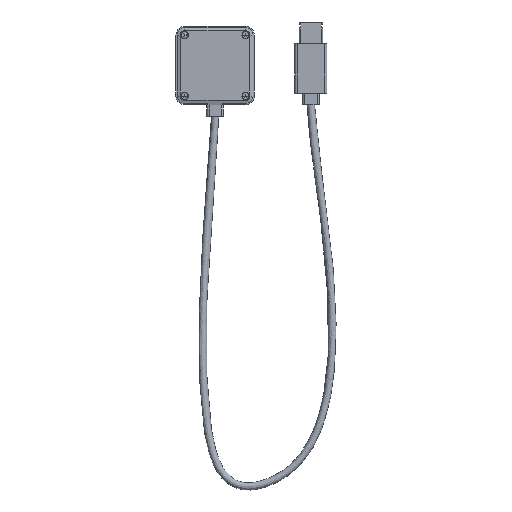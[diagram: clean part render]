
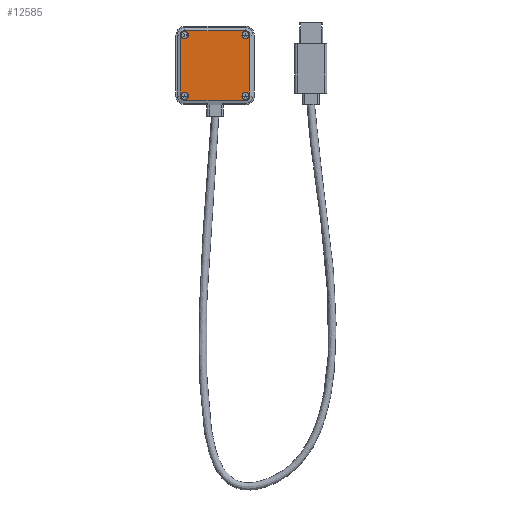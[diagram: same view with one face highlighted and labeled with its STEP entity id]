
A CAD part, front view. The second image highlights one B-rep face of the part: STEP entity #12585.
In plain terms, the highlighted planar face has unit normal (0, -1, 0).
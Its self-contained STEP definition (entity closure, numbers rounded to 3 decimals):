
#209 = ORIENTED_EDGE ( 'NONE', *, *, #2372, .F. ) ;
#255 = CIRCLE ( 'NONE', #20243, 1.5 ) ;
#596 = CIRCLE ( 'NONE', #21795, 1.5 ) ;
#656 = ORIENTED_EDGE ( 'NONE', *, *, #13391, .T. ) ;
#720 = EDGE_CURVE ( 'NONE', #6127, #6151, #18402, .T. ) ;
#1117 = FACE_OUTER_BOUND ( 'NONE', #11224, .T. ) ;
#1273 = DIRECTION ( 'NONE',  ( 0., -1., 0. ) ) ;
#1320 = CARTESIAN_POINT ( 'NONE',  ( -10.5, -0.4, -10.5 ) ) ;
#1505 = CARTESIAN_POINT ( 'NONE',  ( -10.5, -0.4, 10.5 ) ) ;
#1678 = CIRCLE ( 'NONE', #9847, 1.25 ) ;
#1766 = VERTEX_POINT ( 'NONE', #2367 ) ;
#1810 = CARTESIAN_POINT ( 'NONE',  ( -10.5, -0.4, -9.25 ) ) ;
#2276 = VECTOR ( 'NONE', #5512, 1000. ) ;
#2306 = CIRCLE ( 'NONE', #21539, 1.5 ) ;
#2367 = CARTESIAN_POINT ( 'NONE',  ( -10.5, -0.4, -11.75 ) ) ;
#2372 = EDGE_CURVE ( 'NONE', #12202, #6813, #6276, .T. ) ;
#2425 = AXIS2_PLACEMENT_3D ( 'NONE', #1320, #4560, #13201 ) ;
#2430 = VECTOR ( 'NONE', #19076, 1000. ) ;
#2621 = EDGE_CURVE ( 'NONE', #1766, #5670, #18234, .T. ) ;
#2711 = CARTESIAN_POINT ( 'NONE',  ( -12., -0.4, -10.5 ) ) ;
#3043 = EDGE_CURVE ( 'NONE', #5670, #1766, #20628, .T. ) ;
#3303 = DIRECTION ( 'NONE',  ( 0., 0., -1. ) ) ;
#3582 = EDGE_LOOP ( 'NONE', ( #22120, #5040 ) ) ;
#3633 = CARTESIAN_POINT ( 'NONE',  ( -12., -0.4, -10.5 ) ) ;
#3770 = DIRECTION ( 'NONE',  ( 0., -1., 0. ) ) ;
#3838 = VERTEX_POINT ( 'NONE', #14904 ) ;
#3889 = EDGE_CURVE ( 'NONE', #20452, #16116, #596, .T. ) ;
#3942 = CARTESIAN_POINT ( 'NONE',  ( 10.5, -0.4, 10.5 ) ) ;
#4203 = DIRECTION ( 'NONE',  ( 0., 0., 1. ) ) ;
#4560 = DIRECTION ( 'NONE',  ( 0., -1., 0. ) ) ;
#4575 = DIRECTION ( 'NONE',  ( 0., -1., 0. ) ) ;
#4661 = CARTESIAN_POINT ( 'NONE',  ( 10.5, -0.4, 9.25 ) ) ;
#4779 = CARTESIAN_POINT ( 'NONE',  ( 10.5, -0.4, 11.75 ) ) ;
#4847 = CARTESIAN_POINT ( 'NONE',  ( -10.5, -0.4, 11.75 ) ) ;
#5040 = ORIENTED_EDGE ( 'NONE', *, *, #6202, .F. ) ;
#5060 = LINE ( 'NONE', #14052, #18349 ) ;
#5103 = EDGE_CURVE ( 'NONE', #3838, #8905, #5528, .T. ) ;
#5153 = FACE_BOUND ( 'NONE', #18830, .T. ) ;
#5426 = DIRECTION ( 'NONE',  ( 0., 0., -1. ) ) ;
#5512 = DIRECTION ( 'NONE',  ( 0., 0., 1. ) ) ;
#5528 = CIRCLE ( 'NONE', #8304, 1.25 ) ;
#5657 = DIRECTION ( 'NONE',  ( 0., 0., -1. ) ) ;
#5670 = VERTEX_POINT ( 'NONE', #1810 ) ;
#5795 = PLANE ( 'NONE',  #12126 ) ;
#6007 = CIRCLE ( 'NONE', #2425, 1.5 ) ;
#6013 = EDGE_CURVE ( 'NONE', #18874, #18297, #6007, .T. ) ;
#6127 = VERTEX_POINT ( 'NONE', #11604 ) ;
#6151 = VERTEX_POINT ( 'NONE', #4847 ) ;
#6202 = EDGE_CURVE ( 'NONE', #8905, #3838, #15525, .T. ) ;
#6244 = FACE_BOUND ( 'NONE', #20427, .T. ) ;
#6276 = CIRCLE ( 'NONE', #8992, 1.25 ) ;
#6640 = VERTEX_POINT ( 'NONE', #21317 ) ;
#6813 = VERTEX_POINT ( 'NONE', #4779 ) ;
#7023 = CARTESIAN_POINT ( 'NONE',  ( -10.5, -0.4, 12. ) ) ;
#7204 = DIRECTION ( 'NONE',  ( 0., 0., -1. ) ) ;
#7517 = CARTESIAN_POINT ( 'NONE',  ( -10.5, -0.4, 10.5 ) ) ;
#7717 = EDGE_CURVE ( 'NONE', #16116, #13775, #12004, .T. ) ;
#8157 = CIRCLE ( 'NONE', #11969, 1.25 ) ;
#8236 = CARTESIAN_POINT ( 'NONE',  ( 10.5, -0.4, -10.5 ) ) ;
#8304 = AXIS2_PLACEMENT_3D ( 'NONE', #15755, #8800, #10574 ) ;
#8800 = DIRECTION ( 'NONE',  ( 0., -1., 0. ) ) ;
#8890 = DIRECTION ( 'NONE',  ( 0., 0., -1. ) ) ;
#8905 = VERTEX_POINT ( 'NONE', #10689 ) ;
#8992 = AXIS2_PLACEMENT_3D ( 'NONE', #3942, #16098, #5657 ) ;
#9127 = ORIENTED_EDGE ( 'NONE', *, *, #3889, .T. ) ;
#9146 = AXIS2_PLACEMENT_3D ( 'NONE', #13062, #21595, #9455 ) ;
#9455 = DIRECTION ( 'NONE',  ( 0., 0., -1. ) ) ;
#9553 = ORIENTED_EDGE ( 'NONE', *, *, #2621, .F. ) ;
#9691 = LINE ( 'NONE', #7023, #2430 ) ;
#9847 = AXIS2_PLACEMENT_3D ( 'NONE', #19559, #21303, #7204 ) ;
#10087 = VECTOR ( 'NONE', #8890, 1000. ) ;
#10088 = DIRECTION ( 'NONE',  ( 0., 0., 1. ) ) ;
#10500 = DIRECTION ( 'NONE',  ( 0., 0., 1. ) ) ;
#10574 = DIRECTION ( 'NONE',  ( 0., 0., -1. ) ) ;
#10689 = CARTESIAN_POINT ( 'NONE',  ( 10.5, -0.4, -9.25 ) ) ;
#11137 = CARTESIAN_POINT ( 'NONE',  ( 12., -0.4, -10.5 ) ) ;
#11224 = EDGE_LOOP ( 'NONE', ( #17512, #19293, #21627, #13802, #9127, #11945, #16589, #656 ) ) ;
#11360 = EDGE_CURVE ( 'NONE', #12399, #6640, #2306, .T. ) ;
#11436 = ORIENTED_EDGE ( 'NONE', *, *, #18875, .F. ) ;
#11604 = CARTESIAN_POINT ( 'NONE',  ( -10.5, -0.4, 9.25 ) ) ;
#11774 = CARTESIAN_POINT ( 'NONE',  ( 10.5, -0.4, -10.5 ) ) ;
#11880 = EDGE_CURVE ( 'NONE', #6640, #18874, #12288, .T. ) ;
#11945 = ORIENTED_EDGE ( 'NONE', *, *, #7717, .T. ) ;
#11969 = AXIS2_PLACEMENT_3D ( 'NONE', #1505, #1273, #3303 ) ;
#12004 = LINE ( 'NONE', #15915, #2276 ) ;
#12126 = AXIS2_PLACEMENT_3D ( 'NONE', #7517, #19661, #4203 ) ;
#12202 = VERTEX_POINT ( 'NONE', #4661 ) ;
#12245 = AXIS2_PLACEMENT_3D ( 'NONE', #12249, #13987, #19185 ) ;
#12249 = CARTESIAN_POINT ( 'NONE',  ( -10.5, -0.4, -10.5 ) ) ;
#12288 = LINE ( 'NONE', #3633, #10087 ) ;
#12399 = VERTEX_POINT ( 'NONE', #12501 ) ;
#12501 = CARTESIAN_POINT ( 'NONE',  ( -10.5, -0.4, 12. ) ) ;
#12585 = ADVANCED_FACE ( 'NONE', ( #14409, #6244, #5153, #19538, #1117 ), #5795, .F. ) ;
#12876 = AXIS2_PLACEMENT_3D ( 'NONE', #8236, #13579, #20391 ) ;
#12976 = VERTEX_POINT ( 'NONE', #20068 ) ;
#13062 = CARTESIAN_POINT ( 'NONE',  ( -10.5, -0.4, -10.5 ) ) ;
#13091 = CARTESIAN_POINT ( 'NONE',  ( 10.5, -0.4, -12. ) ) ;
#13201 = DIRECTION ( 'NONE',  ( 0., 0., 1. ) ) ;
#13391 = EDGE_CURVE ( 'NONE', #12976, #12399, #9691, .T. ) ;
#13402 = EDGE_LOOP ( 'NONE', ( #209, #22269 ) ) ;
#13488 = AXIS2_PLACEMENT_3D ( 'NONE', #19208, #3770, #5426 ) ;
#13579 = DIRECTION ( 'NONE',  ( 0., -1., 0. ) ) ;
#13775 = VERTEX_POINT ( 'NONE', #17045 ) ;
#13802 = ORIENTED_EDGE ( 'NONE', *, *, #17622, .T. ) ;
#13851 = CARTESIAN_POINT ( 'NONE',  ( -10.5, -0.4, 10.5 ) ) ;
#13987 = DIRECTION ( 'NONE',  ( 0., -1., 0. ) ) ;
#14052 = CARTESIAN_POINT ( 'NONE',  ( 10.5, -0.4, -12. ) ) ;
#14072 = DIRECTION ( 'NONE',  ( 0., -1., 0. ) ) ;
#14154 = ORIENTED_EDGE ( 'NONE', *, *, #3043, .F. ) ;
#14409 = FACE_BOUND ( 'NONE', #3582, .T. ) ;
#14904 = CARTESIAN_POINT ( 'NONE',  ( 10.5, -0.4, -11.75 ) ) ;
#15525 = CIRCLE ( 'NONE', #12876, 1.25 ) ;
#15755 = CARTESIAN_POINT ( 'NONE',  ( 10.5, -0.4, -10.5 ) ) ;
#15915 = CARTESIAN_POINT ( 'NONE',  ( 12., -0.4, 10.5 ) ) ;
#15965 = EDGE_CURVE ( 'NONE', #6813, #12202, #1678, .T. ) ;
#16098 = DIRECTION ( 'NONE',  ( 0., -1., 0. ) ) ;
#16116 = VERTEX_POINT ( 'NONE', #11137 ) ;
#16589 = ORIENTED_EDGE ( 'NONE', *, *, #20839, .T. ) ;
#17045 = CARTESIAN_POINT ( 'NONE',  ( 12., -0.4, 10.5 ) ) ;
#17512 = ORIENTED_EDGE ( 'NONE', *, *, #11360, .T. ) ;
#17519 = DIRECTION ( 'NONE',  ( 0., -1., 0. ) ) ;
#17622 = EDGE_CURVE ( 'NONE', #18297, #20452, #5060, .T. ) ;
#18234 = CIRCLE ( 'NONE', #9146, 1.25 ) ;
#18297 = VERTEX_POINT ( 'NONE', #21284 ) ;
#18349 = VECTOR ( 'NONE', #19409, 1000. ) ;
#18402 = CIRCLE ( 'NONE', #13488, 1.25 ) ;
#18830 = EDGE_LOOP ( 'NONE', ( #9553, #14154 ) ) ;
#18874 = VERTEX_POINT ( 'NONE', #2711 ) ;
#18875 = EDGE_CURVE ( 'NONE', #6151, #6127, #8157, .T. ) ;
#19076 = DIRECTION ( 'NONE',  ( -1., 0., 0. ) ) ;
#19185 = DIRECTION ( 'NONE',  ( 0., 0., -1. ) ) ;
#19208 = CARTESIAN_POINT ( 'NONE',  ( -10.5, -0.4, 10.5 ) ) ;
#19293 = ORIENTED_EDGE ( 'NONE', *, *, #11880, .T. ) ;
#19409 = DIRECTION ( 'NONE',  ( 1., 0., 0. ) ) ;
#19495 = DIRECTION ( 'NONE',  ( 0., 0., 1. ) ) ;
#19538 = FACE_BOUND ( 'NONE', #13402, .T. ) ;
#19559 = CARTESIAN_POINT ( 'NONE',  ( 10.5, -0.4, 10.5 ) ) ;
#19661 = DIRECTION ( 'NONE',  ( 0., 1., 0. ) ) ;
#20068 = CARTESIAN_POINT ( 'NONE',  ( 10.5, -0.4, 12. ) ) ;
#20125 = ORIENTED_EDGE ( 'NONE', *, *, #720, .F. ) ;
#20243 = AXIS2_PLACEMENT_3D ( 'NONE', #20938, #14072, #19495 ) ;
#20391 = DIRECTION ( 'NONE',  ( 0., 0., -1. ) ) ;
#20427 = EDGE_LOOP ( 'NONE', ( #20125, #11436 ) ) ;
#20452 = VERTEX_POINT ( 'NONE', #13091 ) ;
#20628 = CIRCLE ( 'NONE', #12245, 1.25 ) ;
#20839 = EDGE_CURVE ( 'NONE', #13775, #12976, #255, .T. ) ;
#20938 = CARTESIAN_POINT ( 'NONE',  ( 10.5, -0.4, 10.5 ) ) ;
#21284 = CARTESIAN_POINT ( 'NONE',  ( -10.5, -0.4, -12. ) ) ;
#21303 = DIRECTION ( 'NONE',  ( 0., -1., 0. ) ) ;
#21317 = CARTESIAN_POINT ( 'NONE',  ( -12., -0.4, 10.5 ) ) ;
#21539 = AXIS2_PLACEMENT_3D ( 'NONE', #13851, #17519, #10500 ) ;
#21595 = DIRECTION ( 'NONE',  ( 0., -1., 0. ) ) ;
#21627 = ORIENTED_EDGE ( 'NONE', *, *, #6013, .T. ) ;
#21795 = AXIS2_PLACEMENT_3D ( 'NONE', #11774, #4575, #10088 ) ;
#22120 = ORIENTED_EDGE ( 'NONE', *, *, #5103, .F. ) ;
#22269 = ORIENTED_EDGE ( 'NONE', *, *, #15965, .F. ) ;
